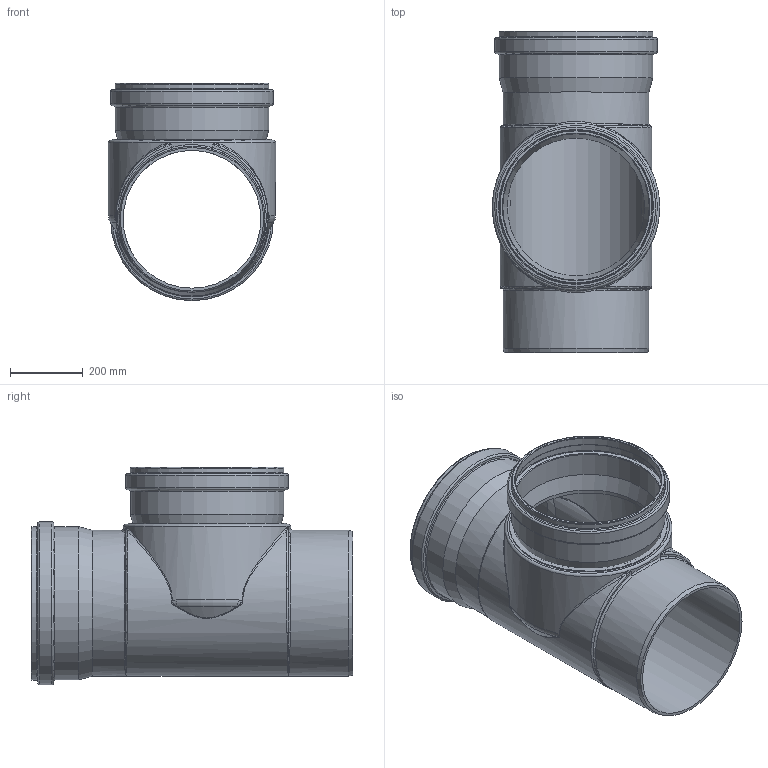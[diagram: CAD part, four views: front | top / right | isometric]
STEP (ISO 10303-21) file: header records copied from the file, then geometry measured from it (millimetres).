
FILE_DESCRIPTION(/* description */ (''),/* implementation_level */ '2;1');
FILE_NAME(/* name */ '226400 KGEA Abzweig DN_OD 400_400_87°.stp',/* time_stamp */ '2017-05-22T10:48:38+02:00',/* author */ ('user1'),/* organization */ (''),/* preprocessor_version */ 'ST-DEVELOPER v16.1',/* originating_system */ 'Autodesk Inventor 2016',/* authorisation */ '');
FILE_SCHEMA (('AUTOMOTIVE_DESIGN { 1 0 10303 214 3 1 1 }'));
Length unit declared in the file: millimetre
Products named in the file (4): 226400 KGEA Abzweig DN_OD 400_400_87°; 226400 KGEA Abzweig DN_OD 400_400_87° Dichtung; 226400 KGEA Abzweig DN_OD 400_400_87° Abzweig; 226400 KGEA Abzweig DN_OD 400_400_87°_1
Assembly tree (3 placements, depth 2):
  226400 KGEA Abzweig DN_OD 400_400_87°_1
    226400 KGEA Abzweig DN_OD 400_400_87°
    226400 KGEA Abzweig DN_OD 400_400_87° Dichtung
    226400 KGEA Abzweig DN_OD 400_400_87° Abzweig
Bounding box: 460 x 883 x 597 mm (x, y, z)
Volume: 15793405.6 mm3; surface area: 2953902.2 mm2
Topology: 3 solids, 3 shells, 164 faces, 373 edges, 198 vertices
Faces by surface type: bspline 54, torus 40, cylinder 35, cone 16, plane 15, sphere 4
Full cylindrical faces by diameter (mm): 378.35 x2, 400 x1, 400.35 x3, 402 x2, 402.4 x2, 410 x2, 421.1 x2, 421.4 x2, 429.1 x2, 434 x2, 444 x1, 447.1 x2, 460 x1
Entity records: 7296 total; most frequent: CARTESIAN_POINT 4228, ORIENTED_EDGE 574, DIRECTION 560, EDGE_CURVE 287, AXIS2_PLACEMENT_3D 274, EDGE_LOOP 236, VERTEX_POINT 193, FACE_OUTER_BOUND 164
